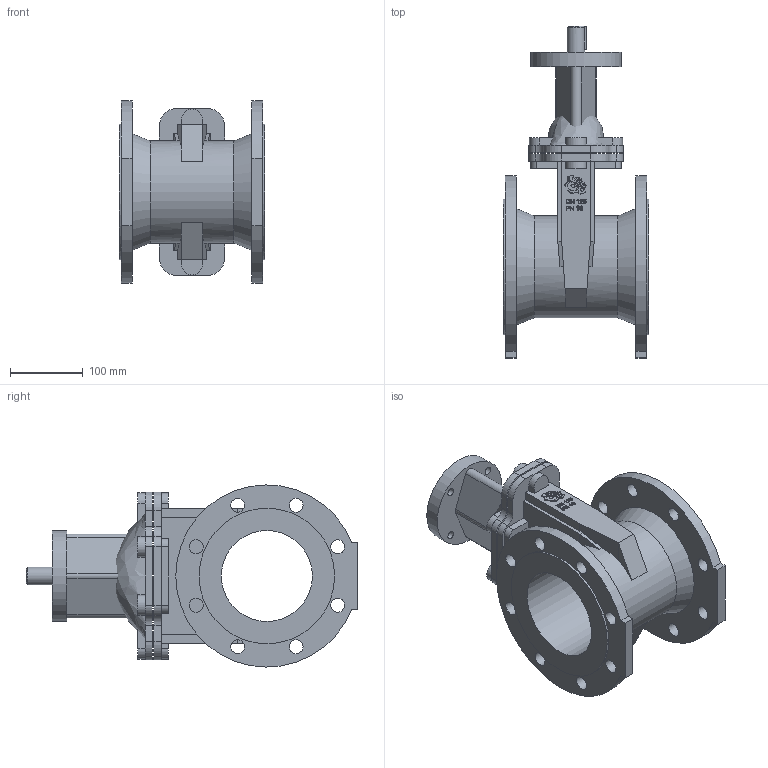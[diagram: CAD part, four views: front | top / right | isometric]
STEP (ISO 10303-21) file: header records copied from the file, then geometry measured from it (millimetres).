
FILE_DESCRIPTION(('STEP AP203'), '1');
FILE_NAME('3D_103-125-16', '', ('UNSPECIFIED'), ('UNSPECIFIED'), 'C3D Converter', 'C3D Toolkit', '');
FILE_SCHEMA(('CONFIG_CONTROL_DESIGN'));
Length unit declared in the file: millimetre
Bounding box: 200 x 455.5 x 249.97 mm (x, y, z)
Volume: 3987135.6 mm3; surface area: 564104.3 mm2
Topology: 5 solids, 6 shells, 3213 faces, 9454 edges, 6303 vertices
Faces by surface type: plane 3135, cylinder 74, cone 3, bspline 1
Full cylindrical faces by diameter (mm): 11 x4, 17 x2, 19 x16, 20 x2, 24 x1, 125 x2, 140 x1, 186 x2
Entity records: 131329 total; most frequent: CARTESIAN_POINT 19846, ORIENTED_EDGE 18834, DIRECTION 16001, EDGE_CURVE 9419, LINE 9235, VECTOR 9235, VERTEX_POINT 6301, AXIS2_PLACEMENT_3D 3383
